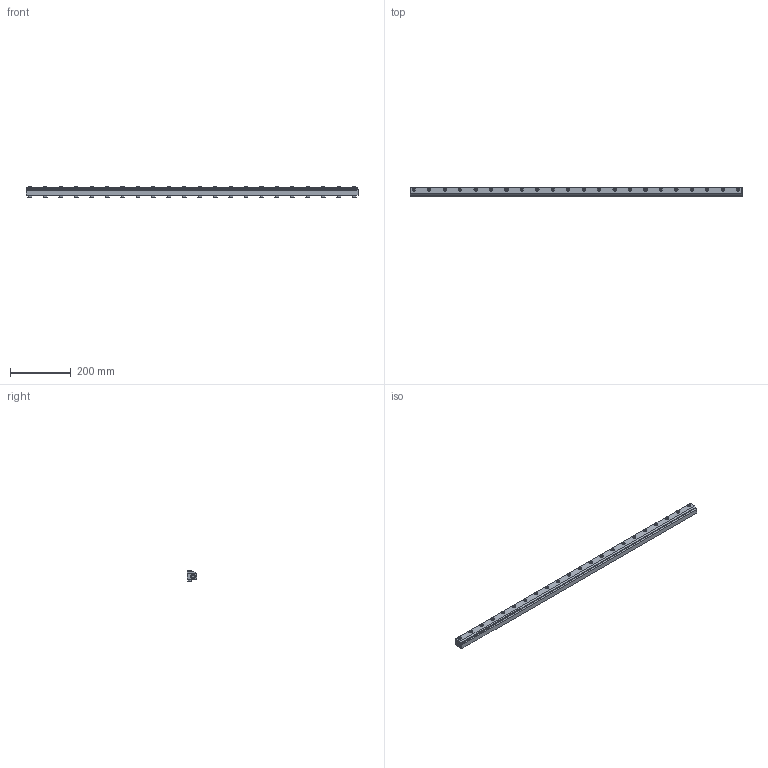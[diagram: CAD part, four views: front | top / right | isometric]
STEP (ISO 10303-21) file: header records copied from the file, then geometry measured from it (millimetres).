
FILE_DESCRIPTION((''),'2;1');
FILE_NAME('2042ss.stp','2009-09-14T09:30:10',('David Woerner'),(''),'Autodesk Inventor 2010','Autodesk Inventor 2010','');
FILE_SCHEMA(('AUTOMOTIVE_DESIGN { 1 0 10303 214 1 1 1 1 }'));
Length unit declared in the file: inch
Products named in the file (8): 2042ss; 2042SS-body; 2042SS-cap; 2583; Parker Countersunk Hex-Head Plug 219P 219P-4; Hex Thick Nut - Inch 1/4 - 20; 9776; Unbrako UNC Hex Socket Button Cap - Inch 1/4 x 1.1/4
Assembly tree (50 placements, depth 3):
  2042ss
    2042SS-body
    2042SS-cap
    2583  x2
      Parker Countersunk Hex-Head Plug 219P 219P-4
    Hex Thick Nut - Inch 1/4 - 20  x22
    9776  x22
      Unbrako UNC Hex Socket Button Cap - Inch 1/4 x 1.1/4
Bounding box: 1092.2 x 30.48 x 35.11 mm (x, y, z)
Volume: 792725.1 mm3; surface area: 217575.2 mm2
Topology: 48 solids, 48 shells, 924 faces, 2076 edges, 1272 vertices
Faces by surface type: plane 405, cone 360, bspline 92, cylinder 45, torus 22
Full cylindrical faces by diameter (mm): 6.35 x22, 11.1 x22
Entity records: 4485 total; most frequent: CARTESIAN_POINT 1503, DIRECTION 554, ORIENTED_EDGE 434, EDGE_LOOP 268, AXIS2_PLACEMENT_3D 245, EDGE_CURVE 217, VERTEX_POINT 177, FACE_BOUND 154
